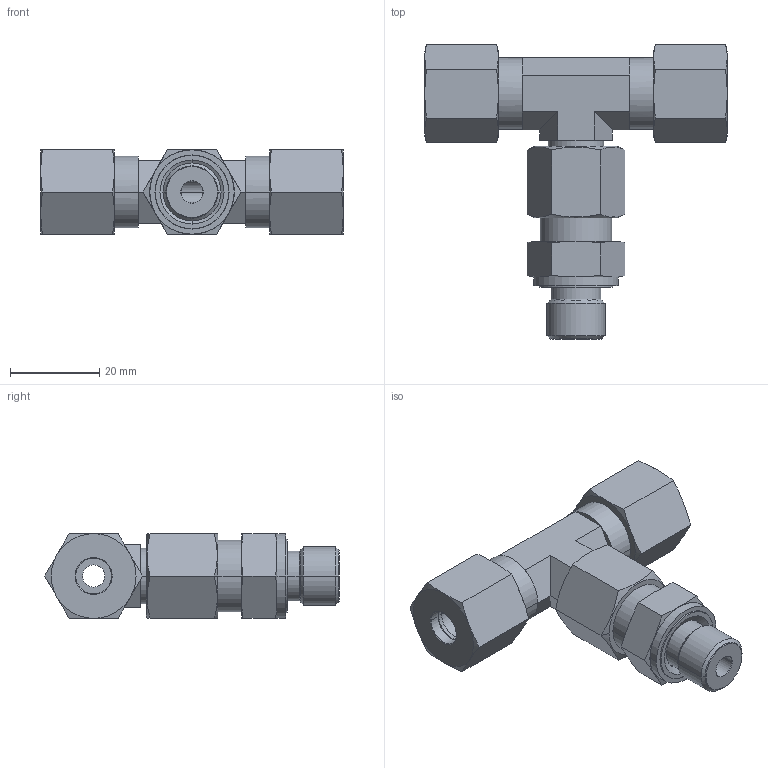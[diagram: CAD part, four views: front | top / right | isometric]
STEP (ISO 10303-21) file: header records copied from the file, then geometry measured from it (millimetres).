
FILE_DESCRIPTION((''),'2;1');
FILE_NAME('ILCM43000016','2009-07-27T',('mes'),(''),'PRO/ENGINEER BY PARAMETRIC TECHNOLOGY CORPORATION, 2007460','PRO/ENGINEER BY PARAMETRIC TECHNOLOGY CORPORATION, 2007460','');
FILE_SCHEMA(('AUTOMOTIVE_DESIGN_CC2 { 1 2 10303 214 -1 1 5 2 }'));
Length unit declared in the file: inch
Products named in the file (1): ILCM43000016
Bounding box: 67.8 x 66.02 x 19 mm (x, y, z)
Volume: 23154.6 mm3; surface area: 13139.5 mm2
Topology: 1 solids, 5 shells, 242 faces, 525 edges, 311 vertices
Faces by surface type: cone 90, plane 90, cylinder 58, torus 4
Entity records: 9022 total; most frequent: CARTESIAN_POINT 1918, DIRECTION 1162, ORIENTED_EDGE 1046, EDGE_CURVE 525, AXIS2_PLACEMENT_3D 482, VERTEX_POINT 311, EDGE_LOOP 272, FACE_OUTER_BOUND 242
